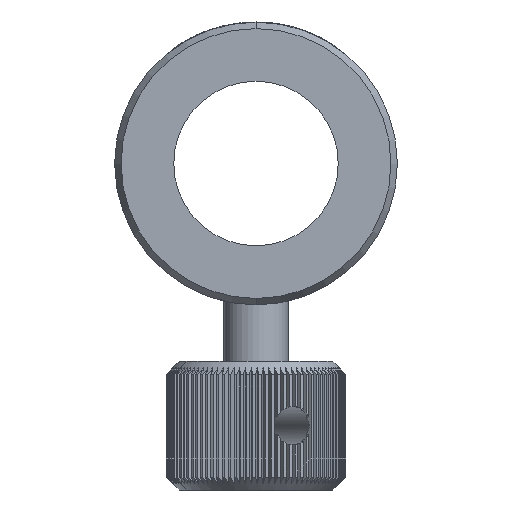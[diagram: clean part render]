
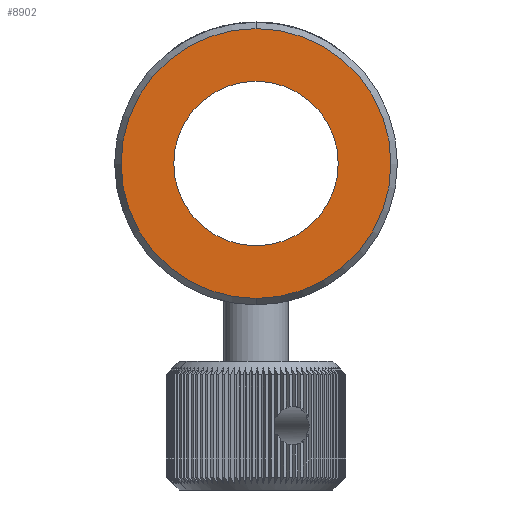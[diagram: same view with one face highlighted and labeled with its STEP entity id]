
A CAD part, front view. The second image highlights one B-rep face of the part: STEP entity #8902.
In plain terms, the highlighted planar face has unit normal (0, -1, 0).
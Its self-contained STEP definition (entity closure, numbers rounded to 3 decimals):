
#113 = AXIS2_PLACEMENT_3D ( 'NONE', #6861, #13363, #10041 ) ;
#559 = VERTEX_POINT ( 'NONE', #2037 ) ;
#640 = DIRECTION ( 'NONE',  ( 0., 0., 1. ) ) ;
#643 = VERTEX_POINT ( 'NONE', #14481 ) ;
#663 = AXIS2_PLACEMENT_3D ( 'NONE', #13503, #13658, #4440 ) ;
#1583 = VERTEX_POINT ( 'NONE', #13739 ) ;
#1648 = CIRCLE ( 'NONE', #12706, 6.4 ) ;
#2037 = CARTESIAN_POINT ( 'NONE',  ( -12.838, -45.9, 81.1 ) ) ;
#3271 = PLANE ( 'NONE',  #663 ) ;
#3289 = EDGE_CURVE ( 'NONE', #1583, #643, #11931, .T. ) ;
#3420 = EDGE_CURVE ( 'NONE', #643, #1583, #11216, .T. ) ;
#3481 = EDGE_LOOP ( 'NONE', ( #13993, #10748 ) ) ;
#4440 = DIRECTION ( 'NONE',  ( 0., 0., 1. ) ) ;
#4997 = CARTESIAN_POINT ( 'NONE',  ( -12.838, -45.9, 87.5 ) ) ;
#6035 = ORIENTED_EDGE ( 'NONE', *, *, #3420, .T. ) ;
#6060 = EDGE_LOOP ( 'NONE', ( #6035, #10262 ) ) ;
#6134 = EDGE_CURVE ( 'NONE', #559, #6430, #1648, .T. ) ;
#6430 = VERTEX_POINT ( 'NONE', #8214 ) ;
#6456 = CIRCLE ( 'NONE', #113, 6.4 ) ;
#6861 = CARTESIAN_POINT ( 'NONE',  ( -12.838, -45.9, 87.5 ) ) ;
#8214 = CARTESIAN_POINT ( 'NONE',  ( -12.838, -45.9, 93.9 ) ) ;
#8845 = FACE_OUTER_BOUND ( 'NONE', #6060, .T. ) ;
#8902 = ADVANCED_FACE ( 'NONE', ( #8845, #9147 ), #3271, .F. ) ;
#9147 = FACE_BOUND ( 'NONE', #3481, .T. ) ;
#9326 = AXIS2_PLACEMENT_3D ( 'NONE', #4997, #11722, #9573 ) ;
#9573 = DIRECTION ( 'NONE',  ( 0., 0., 1. ) ) ;
#9626 = CARTESIAN_POINT ( 'NONE',  ( -12.838, -45.9, 87.5 ) ) ;
#10019 = DIRECTION ( 'NONE',  ( 0., 0., 1. ) ) ;
#10041 = DIRECTION ( 'NONE',  ( 0., 0., 1. ) ) ;
#10262 = ORIENTED_EDGE ( 'NONE', *, *, #3289, .T. ) ;
#10748 = ORIENTED_EDGE ( 'NONE', *, *, #12001, .T. ) ;
#11050 = DIRECTION ( 'NONE',  ( 0., -1., 0. ) ) ;
#11216 = CIRCLE ( 'NONE', #14506, 10.5 ) ;
#11722 = DIRECTION ( 'NONE',  ( 0., -1., 0. ) ) ;
#11931 = CIRCLE ( 'NONE', #9326, 10.5 ) ;
#12001 = EDGE_CURVE ( 'NONE', #6430, #559, #6456, .T. ) ;
#12706 = AXIS2_PLACEMENT_3D ( 'NONE', #9626, #14356, #640 ) ;
#13363 = DIRECTION ( 'NONE',  ( 0., 1., 0. ) ) ;
#13503 = CARTESIAN_POINT ( 'NONE',  ( -12.838, -45.9, 87.5 ) ) ;
#13658 = DIRECTION ( 'NONE',  ( 0., 1., 0. ) ) ;
#13739 = CARTESIAN_POINT ( 'NONE',  ( -12.838, -45.9, 77. ) ) ;
#13993 = ORIENTED_EDGE ( 'NONE', *, *, #6134, .T. ) ;
#14356 = DIRECTION ( 'NONE',  ( 0., 1., 0. ) ) ;
#14481 = CARTESIAN_POINT ( 'NONE',  ( -12.838, -45.9, 98. ) ) ;
#14506 = AXIS2_PLACEMENT_3D ( 'NONE', #14507, #11050, #10019 ) ;
#14507 = CARTESIAN_POINT ( 'NONE',  ( -12.838, -45.9, 87.5 ) ) ;
